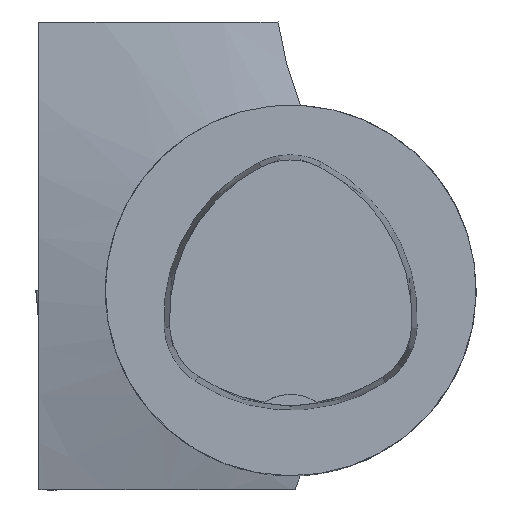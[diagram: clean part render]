
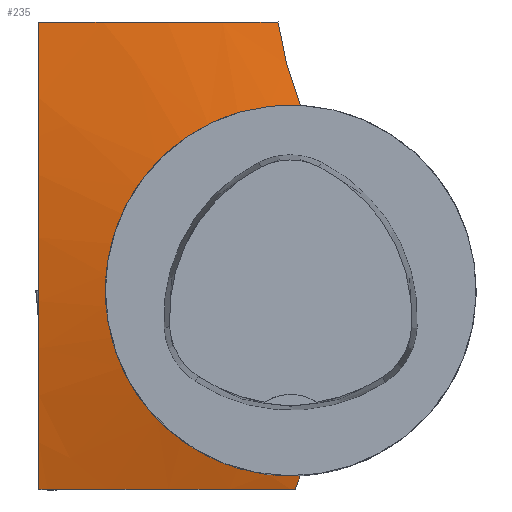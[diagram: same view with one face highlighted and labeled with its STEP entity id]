
A CAD part, top view. The second image highlights one B-rep face of the part: STEP entity #235.
In plain terms, the highlighted conical face has half-angle 75 degrees and reference radius 16 mm.
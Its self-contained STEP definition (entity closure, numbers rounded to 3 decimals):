
#81=CONICAL_SURFACE('',#1864,16.,75.);
#170=CIRCLE('',#1862,17.15);
#171=CIRCLE('',#1863,16.);
#235=ADVANCED_FACE('CAPTO_TURNED_BLANK_CONE',(#387),#81,.T.);
#387=FACE_OUTER_BOUND('',#475,.T.);
#475=EDGE_LOOP('',(#782,#783,#784,#785,#786,#787,#788,#789));
#550=B_SPLINE_CURVE_WITH_KNOTS('',3,(#2788,#2789,#2790,#2791,#2792,#2793,
#2794,#2795),.UNSPECIFIED.,.F.,.F.,(4,2,2,4),(0.,0.5,0.75,1.),
 .UNSPECIFIED.);
#552=B_SPLINE_CURVE_WITH_KNOTS('',3,(#2857,#2858,#2859,#2860),
 .UNSPECIFIED.,.F.,.F.,(4,4),(0.,1.),.UNSPECIFIED.);
#553=B_SPLINE_CURVE_WITH_KNOTS('',3,(#2864,#2865,#2866,#2867),
 .UNSPECIFIED.,.F.,.F.,(4,4),(0.,1.),.UNSPECIFIED.);
#554=B_SPLINE_CURVE_WITH_KNOTS('',3,(#2869,#2870,#2871,#2872),
 .UNSPECIFIED.,.F.,.F.,(4,4),(0.,1.),.UNSPECIFIED.);
#555=B_SPLINE_CURVE_WITH_KNOTS('',3,(#2874,#2875,#2876,#2877),
 .UNSPECIFIED.,.F.,.F.,(4,4),(0.,1.),.UNSPECIFIED.);
#556=B_SPLINE_CURVE_WITH_KNOTS('',3,(#2881,#2882,#2883,#2884),
 .UNSPECIFIED.,.F.,.F.,(4,4),(0.,1.),.UNSPECIFIED.);
#782=ORIENTED_EDGE('',*,*,#1324,.T.);
#783=ORIENTED_EDGE('',*,*,#1322,.T.);
#784=ORIENTED_EDGE('',*,*,#1291,.T.);
#785=ORIENTED_EDGE('',*,*,#1325,.F.);
#786=ORIENTED_EDGE('',*,*,#1326,.F.);
#787=ORIENTED_EDGE('',*,*,#1327,.F.);
#788=ORIENTED_EDGE('',*,*,#1328,.T.);
#789=ORIENTED_EDGE('',*,*,#1329,.F.);
#1107=VERTEX_POINT('',#2787);
#1108=VERTEX_POINT('',#2796);
#1130=VERTEX_POINT('',#2861);
#1131=VERTEX_POINT('',#2868);
#1132=VERTEX_POINT('',#2873);
#1133=VERTEX_POINT('',#2878);
#1134=VERTEX_POINT('',#2880);
#1135=VERTEX_POINT('',#2885);
#1291=EDGE_CURVE('',#1108,#1107,#550,.T.);
#1322=EDGE_CURVE('',#1130,#1108,#552,.T.);
#1324=EDGE_CURVE('',#1131,#1130,#553,.T.);
#1325=EDGE_CURVE('',#1132,#1107,#554,.T.);
#1326=EDGE_CURVE('',#1133,#1132,#555,.T.);
#1327=EDGE_CURVE('',#1134,#1133,#170,.T.);
#1328=EDGE_CURVE('',#1134,#1135,#556,.T.);
#1329=EDGE_CURVE('',#1131,#1135,#171,.T.);
#1862=AXIS2_PLACEMENT_3D('',#2879,#2183,#2184);
#1863=AXIS2_PLACEMENT_3D('',#2886,#2185,#2186);
#1864=AXIS2_PLACEMENT_3D('',#2887,#2187,#2188);
#2183=DIRECTION('',(0.,0.,-1.));
#2184=DIRECTION('',(0.,-1.,0.));
#2185=DIRECTION('',(0.,0.,1.));
#2186=DIRECTION('',(0.,1.,0.));
#2187=DIRECTION('',(0.,0.,-1.));
#2188=DIRECTION('',(0.,-1.,0.));
#2787=CARTESIAN_POINT('',(-21.75,-17.103,-19.047));
#2788=CARTESIAN_POINT('',(-21.75,23.194,-20.153));
#2789=CARTESIAN_POINT('',(-21.75,16.655,-18.875));
#2790=CARTESIAN_POINT('',(-21.75,10.07,-17.801));
#2791=CARTESIAN_POINT('',(-21.75,-0.074,-17.392));
#2792=CARTESIAN_POINT('',(-21.75,-3.516,-17.473));
#2793=CARTESIAN_POINT('',(-21.75,-10.332,-18.027));
#2794=CARTESIAN_POINT('',(-21.75,-13.728,-18.489));
#2795=CARTESIAN_POINT('',(-21.75,-17.103,-19.047));
#2796=CARTESIAN_POINT('',(-21.75,23.194,-20.153));
#2857=CARTESIAN_POINT('',(-1.089,23.194,-17.855));
#2858=CARTESIAN_POINT('',(-8.057,23.194,-17.943));
#2859=CARTESIAN_POINT('',(-14.922,23.194,-18.902));
#2860=CARTESIAN_POINT('',(-21.75,23.194,-20.153));
#2861=CARTESIAN_POINT('',(-1.089,23.194,-17.855));
#2864=CARTESIAN_POINT('',(0.826,15.979,-15.921));
#2865=CARTESIAN_POINT('',(-0.139,18.297,-16.528));
#2866=CARTESIAN_POINT('',(-0.68,20.729,-17.19));
#2867=CARTESIAN_POINT('',(-1.089,23.194,-17.855));
#2868=CARTESIAN_POINT('',(0.826,15.979,-15.921));
#2869=CARTESIAN_POINT('',(-21.,-17.15,-18.899));
#2870=CARTESIAN_POINT('',(-21.252,-17.15,-18.951));
#2871=CARTESIAN_POINT('',(-21.502,-17.134,-19.));
#2872=CARTESIAN_POINT('',(-21.75,-17.103,-19.047));
#2873=CARTESIAN_POINT('',(-21.,-17.15,-18.899));
#2874=CARTESIAN_POINT('',(0.,-17.15,-16.229));
#2875=CARTESIAN_POINT('',(-7.062,-17.15,-16.229));
#2876=CARTESIAN_POINT('',(-14.074,-17.15,-17.461));
#2877=CARTESIAN_POINT('',(-21.,-17.15,-18.899));
#2878=CARTESIAN_POINT('',(0.,-17.15,-16.229));
#2879=CARTESIAN_POINT('',(0.,0.,-16.229));
#2880=CARTESIAN_POINT('',(0.382,-17.146,-16.229));
#2881=CARTESIAN_POINT('',(0.382,-17.146,-16.229));
#2882=CARTESIAN_POINT('',(0.519,-16.754,-16.125));
#2883=CARTESIAN_POINT('',(0.666,-16.365,-16.022));
#2884=CARTESIAN_POINT('',(0.826,-15.979,-15.921));
#2885=CARTESIAN_POINT('',(0.826,-15.979,-15.921));
#2886=CARTESIAN_POINT('',(0.,0.,-15.921));
#2887=CARTESIAN_POINT('',(0.,0.,-15.921));
